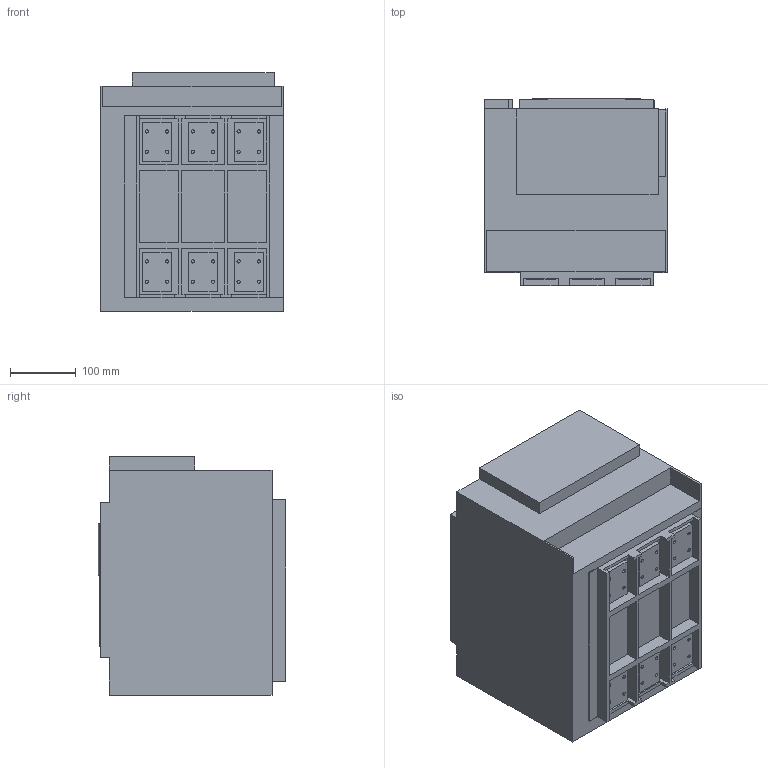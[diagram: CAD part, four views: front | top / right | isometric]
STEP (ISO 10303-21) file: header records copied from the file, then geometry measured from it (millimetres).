
FILE_DESCRIPTION(('CATIA V5 STEP Exchange'),'2;1');
FILE_NAME('1SDH001336R0024_E1.2_III_W_AllCATPart.stp','2014-09-18T15:53:27+00:00',('none'),('none'),'CATIA Version 5 Release 20 SP 6 (IN-10)','CATIA V5 STEP AP214','none');
FILE_SCHEMA(('AUTOMOTIVE_DESIGN { 1 0 10303 214 1 1 1 1 }'));
Length unit declared in the file: millimetre
Products named in the file (1): E1.2_III_W_AllCATPart
Bounding box: 278 x 285.77 x 363.5 mm (x, y, z)
Volume: 14714996.3 mm3; surface area: 1395062.7 mm2
Topology: 5 solids, 5 shells, 880 faces, 2362 edges, 1533 vertices
Faces by surface type: plane 560, cylinder 261, torus 45, sphere 9, bspline 5
Entity records: 29630 total; most frequent: CARTESIAN_POINT 5784, ORIENTED_EDGE 4702, DIRECTION 3387, EDGE_CURVE 2351, VECTOR 1709, LINE 1709, VERTEX_POINT 1533, AXIS2_PLACEMENT_3D 1117
